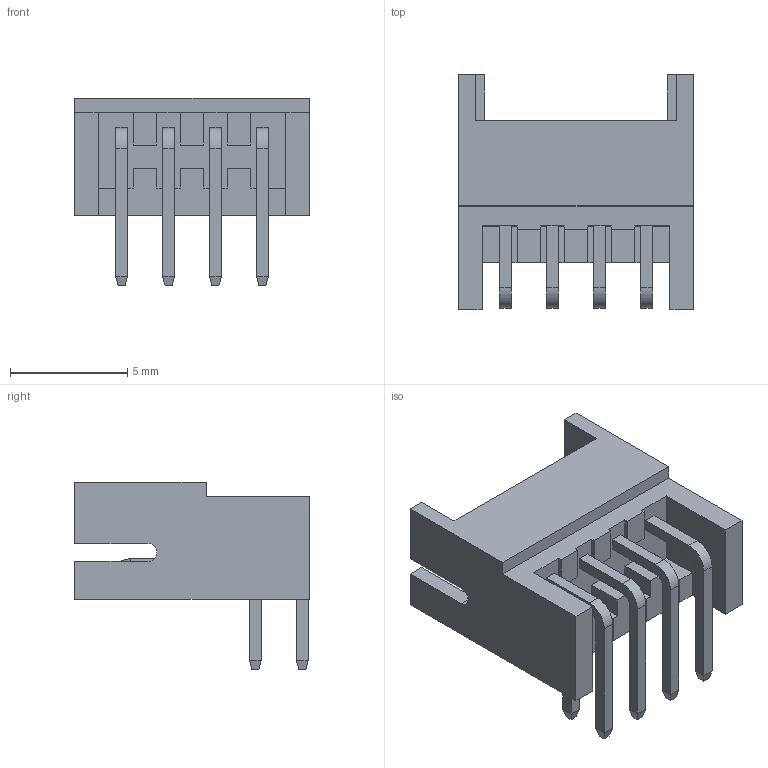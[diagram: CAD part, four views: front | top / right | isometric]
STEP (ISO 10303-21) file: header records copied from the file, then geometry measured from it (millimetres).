
FILE_DESCRIPTION( ( '' ), ' ' );
FILE_NAME( '5b58752964a92e0fb4011c93.step', '2018-07-25T13:03:38', ( '' ), ( '' ), ' ', ' ', ' ' );
FILE_SCHEMA( ( 'AUTOMOTIVE_DESIGN { 1 0 10303 214 1 1 1 1 }' ) );
Length unit declared in the file: metre
Products named in the file (13): COMPOUND
Bounding box: 10 x 10 x 8 mm (x, y, z)
Volume: 189.4 mm3; surface area: 627.4 mm2
Topology: 13 solids, 13 shells, 282 faces, 692 edges, 432 vertices
Faces by surface type: plane 258, cylinder 24
Entity records: 13456 total; most frequent: CARTESIAN_POINT 1419, ORIENTED_EDGE 1384, DIRECTION 1338, STYLED_ITEM 878, PRESENTATION_STYLE_ASSIGNMENT 878, COLOUR_RGB 878, EDGE_CURVE 692, LINE 636
